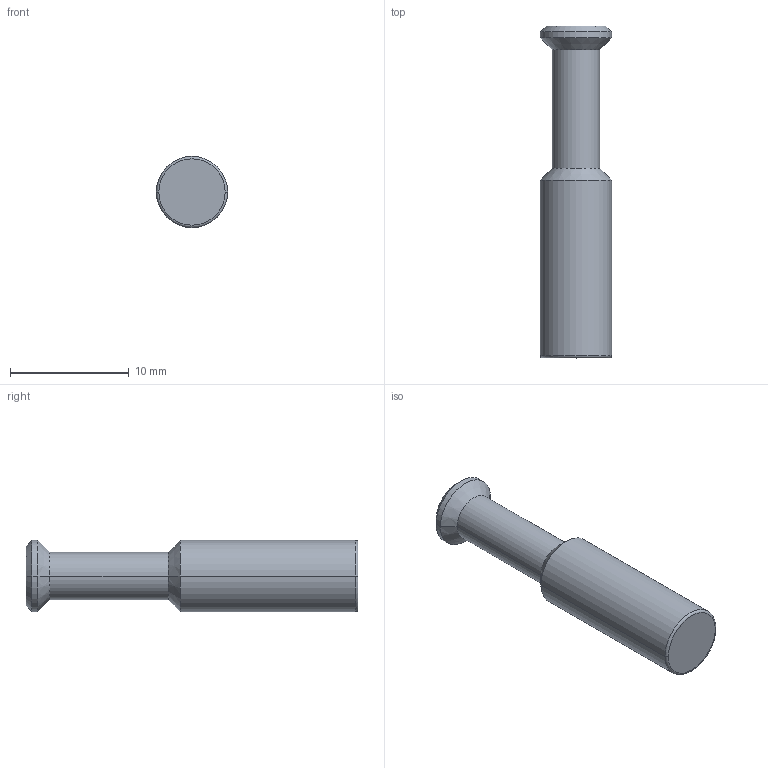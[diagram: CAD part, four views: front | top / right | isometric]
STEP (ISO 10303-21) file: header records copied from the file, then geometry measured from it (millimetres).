
FILE_DESCRIPTION((''),'2;1');
FILE_NAME('PP06-mdt.stp','2017-07-31T14:41:38',(''),(''),'Mechanical Desktop 2009','Mechanical Desktop 2009',', , ');
FILE_SCHEMA(('CONFIG_CONTROL_DESIGN'));
Length unit declared in the file: millimetre
Products named in the file (2): PP06-MDT; PART1
Assembly tree (1 placements, depth 2):
  PP06-MDT
    PART1
Bounding box: 6 x 28 x 6 mm (x, y, z)
Volume: 615.5 mm3; surface area: 520.8 mm2
Topology: 1 solids, 1 shells, 16 faces, 30 edges, 16 vertices
Faces by surface type: cylinder 6, cone 6, torus 2, plane 2
Entity records: 505 total; most frequent: DIRECTION 84, CARTESIAN_POINT 64, ORIENTED_EDGE 60, AXIS2_PLACEMENT_3D 36, EDGE_CURVE 30, CIRCLE 18, VERTEX_POINT 16, EDGE_LOOP 16
